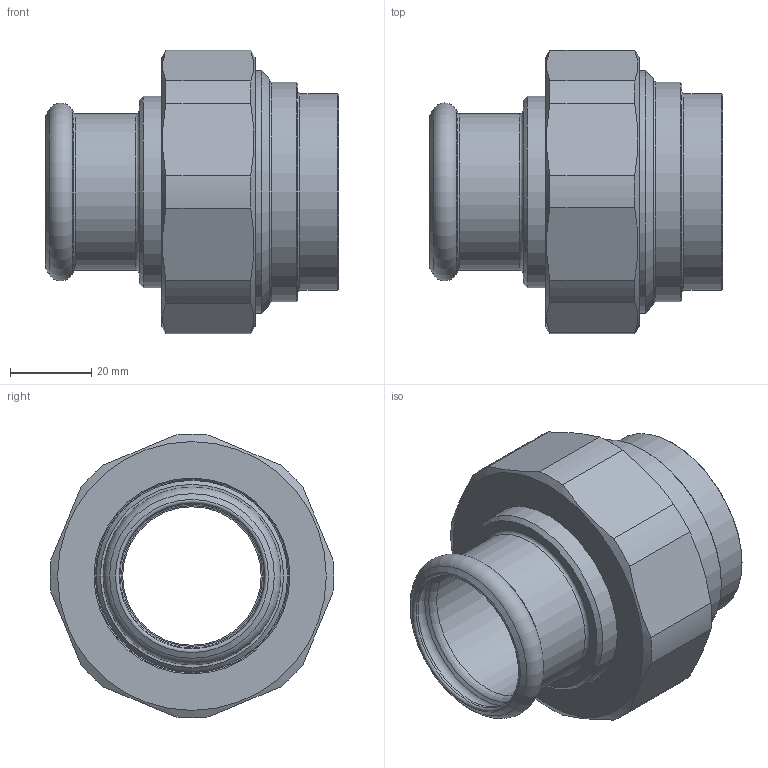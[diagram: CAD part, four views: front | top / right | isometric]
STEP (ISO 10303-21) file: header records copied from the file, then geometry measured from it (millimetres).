
FILE_DESCRIPTION(/* description */ (''),/* implementation_level */ '2;1');
FILE_NAME(/* name */ '3D_R666-PME-SG-35-DN50-48.3_1711305150.stp',/* time_stamp */ '2021-07-19T14:33:59+02:00',/* author */ ('cad'),/* organization */ (''),/* preprocessor_version */ 'ST-DEVELOPER v18.1',/* originating_system */ 'Autodesk Inventor 2022',/* authorisation */ '');
FILE_SCHEMA (('AUTOMOTIVE_DESIGN { 1 0 10303 214 3 1 1 }'));
Length unit declared in the file: millimetre
Products named in the file (4): 3D_R666-PME-SG-35-DN50-48.3_1711305150; 3D_R666-M-DN50_17113960; 3D_R666-SG-48.3-DN50_17113763; 3D_R666-PME-35-DN50_171134950
Assembly tree (3 placements, depth 2):
  3D_R666-PME-SG-35-DN50-48.3_1711305150
    3D_R666-M-DN50_17113960
    3D_R666-SG-48.3-DN50_17113763
    3D_R666-PME-35-DN50_171134950
Bounding box: 72 x 69.68 x 69.65 mm (x, y, z)
Volume: 72928.7 mm3; surface area: 36958.5 mm2
Topology: 3 solids, 3 shells, 71 faces, 166 edges, 106 vertices
Faces by surface type: cylinder 21, cone 20, plane 19, torus 11
Full cylindrical faces by diameter (mm): 34 x1, 35.4 x1, 35.8 x1, 38.4 x1, 44.3 x1, 47 x1, 47.5 x1, 48.3 x1, 54 x1, 54.5 x1, 56.656 x1, 59.5 x1, 60 x1
Entity records: 2217 total; most frequent: DIRECTION 407, CARTESIAN_POINT 382, ORIENTED_EDGE 332, AXIS2_PLACEMENT_3D 179, EDGE_CURVE 166, VERTEX_POINT 106, CIRCLE 101, EDGE_LOOP 82
